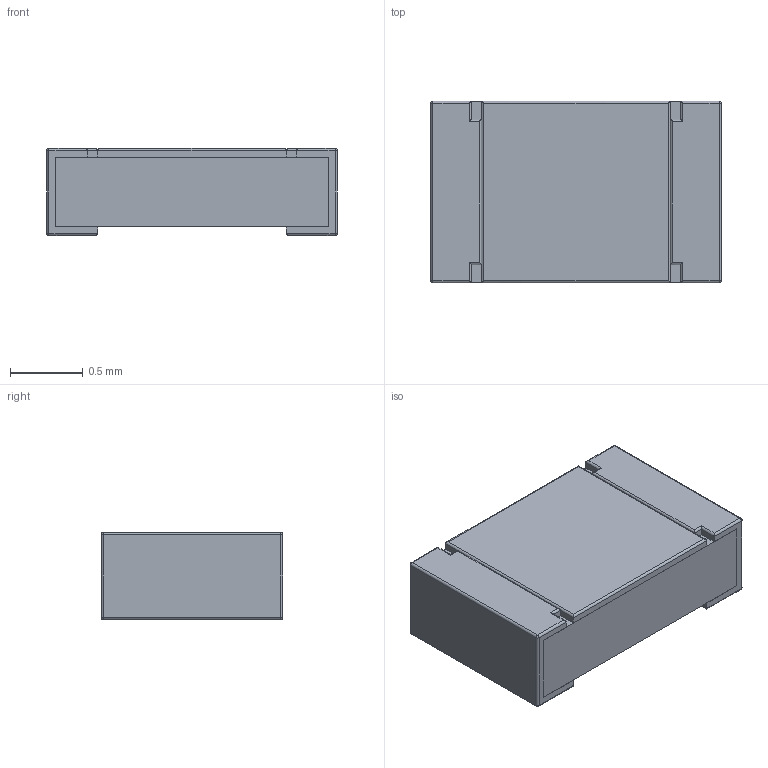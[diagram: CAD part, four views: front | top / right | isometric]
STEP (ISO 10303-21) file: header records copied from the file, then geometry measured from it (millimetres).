
FILE_DESCRIPTION(('FreeCAD Model'),'2;1');
FILE_NAME( 'R0805.step', '2021-03-23T18:26:16',('kicad StepUp'),('ksu MCAD'), 'Open CASCADE STEP processor 7.2','FreeCAD','Unknown');
FILE_SCHEMA(('AUTOMOTIVE_DESIGN { 1 0 10303 214 1 1 1 1 }'));
Length unit declared in the file: millimetre
Products named in the file (1): R0805
Bounding box: 2 x 1.25 x 0.6 mm (x, y, z)
Volume: 1.4 mm3; surface area: 17.5 mm2
Topology: 4 solids, 4 shells, 80 faces, 180 edges, 100 vertices
Faces by surface type: plane 40, cylinder 32, sphere 8
Entity records: 2656 total; most frequent: CARTESIAN_POINT 413, ORIENTED_EDGE 344, DIRECTION 338, EDGE_CURVE 172, LINE 128, VECTOR 128, AXIS2_PLACEMENT_3D 105, VERTEX_POINT 100
